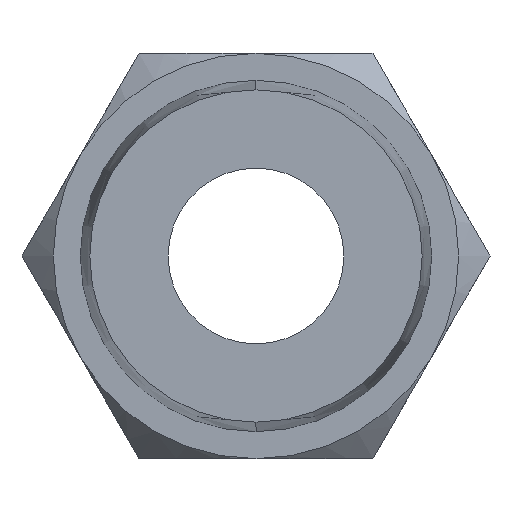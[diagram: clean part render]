
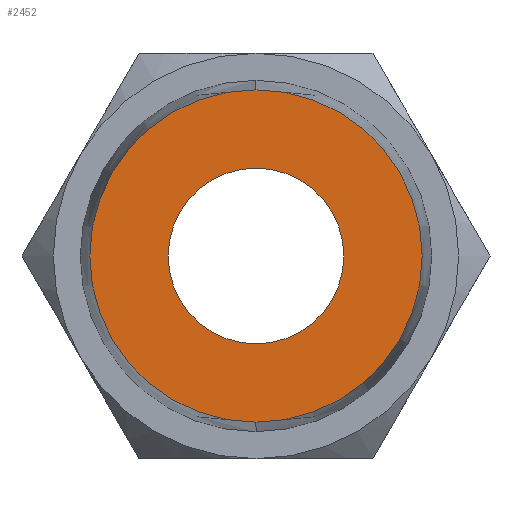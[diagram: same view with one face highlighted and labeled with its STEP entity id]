
A CAD part, left-side view. The second image highlights one B-rep face of the part: STEP entity #2452.
In plain terms, the highlighted planar face has unit normal (-1, 0, 0).
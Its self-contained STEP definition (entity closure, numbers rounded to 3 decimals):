
#72 = CIRCLE ( 'NONE', #4151, 3.25 ) ;
#137 = EDGE_CURVE ( 'NONE', #1350, #3368, #2489, .T. ) ;
#138 = EDGE_LOOP ( 'NONE', ( #2914, #1323 ) ) ;
#180 = DIRECTION ( 'NONE',  ( -1., 0., 0. ) ) ;
#417 = DIRECTION ( 'NONE',  ( 1., 0., 0. ) ) ;
#640 = DIRECTION ( 'NONE',  ( 0., 0., -1. ) ) ;
#953 = CARTESIAN_POINT ( 'NONE',  ( 0., 0., 0. ) ) ;
#985 = DIRECTION ( 'NONE',  ( -1., 0., 0. ) ) ;
#1323 = ORIENTED_EDGE ( 'NONE', *, *, #2450, .T. ) ;
#1324 = DIRECTION ( 'NONE',  ( 0., 0., -1. ) ) ;
#1350 = VERTEX_POINT ( 'NONE', #3223 ) ;
#1354 = CIRCLE ( 'NONE', #4482, 6.15 ) ;
#1434 = CARTESIAN_POINT ( 'NONE',  ( 0., 0., -3.25 ) ) ;
#1533 = VERTEX_POINT ( 'NONE', #4376 ) ;
#1803 = FACE_OUTER_BOUND ( 'NONE', #4965, .T. ) ;
#2109 = CARTESIAN_POINT ( 'NONE',  ( 0., 0., 6.15 ) ) ;
#2182 = DIRECTION ( 'NONE',  ( 1., 0., 0. ) ) ;
#2195 = ORIENTED_EDGE ( 'NONE', *, *, #4501, .T. ) ;
#2252 = CIRCLE ( 'NONE', #2496, 6.15 ) ;
#2322 = AXIS2_PLACEMENT_3D ( 'NONE', #4862, #2182, #1324 ) ;
#2450 = EDGE_CURVE ( 'NONE', #3368, #1350, #72, .T. ) ;
#2452 = ADVANCED_FACE ( 'NONE', ( #2581, #1803 ), #4773, .F. ) ;
#2463 = CARTESIAN_POINT ( 'NONE',  ( 0., 0., 0. ) ) ;
#2489 = CIRCLE ( 'NONE', #4730, 3.25 ) ;
#2496 = AXIS2_PLACEMENT_3D ( 'NONE', #953, #180, #2842 ) ;
#2527 = DIRECTION ( 'NONE',  ( 0., 0., 1. ) ) ;
#2581 = FACE_BOUND ( 'NONE', #138, .T. ) ;
#2790 = VERTEX_POINT ( 'NONE', #2109 ) ;
#2813 = EDGE_CURVE ( 'NONE', #1533, #2790, #1354, .T. ) ;
#2842 = DIRECTION ( 'NONE',  ( 0., 0., 1. ) ) ;
#2875 = CARTESIAN_POINT ( 'NONE',  ( 0., 0., 0. ) ) ;
#2914 = ORIENTED_EDGE ( 'NONE', *, *, #137, .T. ) ;
#3103 = DIRECTION ( 'NONE',  ( 0., 0., -1. ) ) ;
#3223 = CARTESIAN_POINT ( 'NONE',  ( 0., 0., 3.25 ) ) ;
#3233 = DIRECTION ( 'NONE',  ( 1., 0., 0. ) ) ;
#3302 = CARTESIAN_POINT ( 'NONE',  ( 0., 0., 0. ) ) ;
#3368 = VERTEX_POINT ( 'NONE', #1434 ) ;
#4151 = AXIS2_PLACEMENT_3D ( 'NONE', #3302, #3233, #640 ) ;
#4376 = CARTESIAN_POINT ( 'NONE',  ( 0., 0., -6.15 ) ) ;
#4482 = AXIS2_PLACEMENT_3D ( 'NONE', #2875, #985, #2527 ) ;
#4501 = EDGE_CURVE ( 'NONE', #2790, #1533, #2252, .T. ) ;
#4540 = ORIENTED_EDGE ( 'NONE', *, *, #2813, .T. ) ;
#4730 = AXIS2_PLACEMENT_3D ( 'NONE', #2463, #417, #3103 ) ;
#4773 = PLANE ( 'NONE',  #2322 ) ;
#4862 = CARTESIAN_POINT ( 'NONE',  ( 0., 0., 0. ) ) ;
#4965 = EDGE_LOOP ( 'NONE', ( #4540, #2195 ) ) ;
